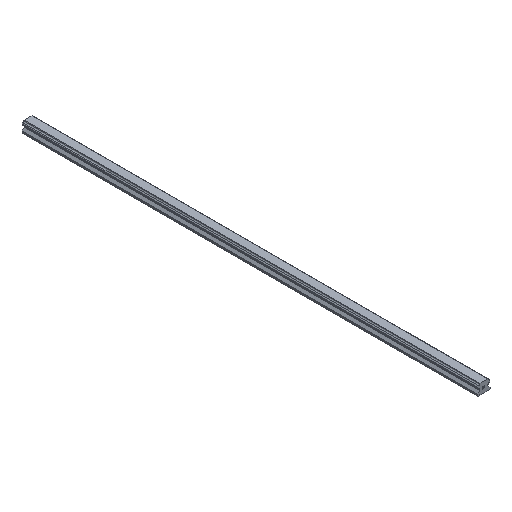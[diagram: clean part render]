
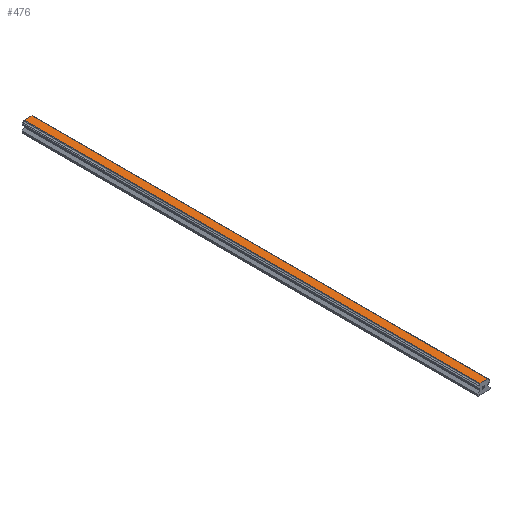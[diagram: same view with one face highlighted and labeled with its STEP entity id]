
A CAD part, isometric view. The second image highlights one B-rep face of the part: STEP entity #476.
In plain terms, the highlighted planar face has unit normal (0, 0, 1).
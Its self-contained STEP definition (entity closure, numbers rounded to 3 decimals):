
#476=ADVANCED_FACE('',(#981),#982,.T.);
#981=FACE_OUTER_BOUND('',#1492,.T.);
#982=PLANE('',#1493);
#1492=EDGE_LOOP('',(#2860,#2861,#2862,#2863));
#1493=AXIS2_PLACEMENT_3D('',#2864,#2865,#2866);
#2860=ORIENTED_EDGE('',*,*,#3406,.T.);
#2861=ORIENTED_EDGE('',*,*,#3520,.F.);
#2862=ORIENTED_EDGE('',*,*,#3287,.T.);
#2863=ORIENTED_EDGE('',*,*,#3518,.T.);
#2864=CARTESIAN_POINT('',(7.2,1665.0,38.));
#2865=DIRECTION('',(0.0,0.0,1.0));
#2866=DIRECTION('',(-1.0,0.0,0.0));
#3287=EDGE_CURVE('',#4023,#4021,#4024,.T.);
#3406=EDGE_CURVE('',#4216,#4214,#4217,.T.);
#3518=EDGE_CURVE('',#4021,#4216,#4343,.T.);
#3520=EDGE_CURVE('',#4023,#4214,#4345,.T.);
#4021=VERTEX_POINT('',#5037);
#4023=VERTEX_POINT('',#5040);
#4024=LINE('',#5041,#5042);
#4214=VERTEX_POINT('',#5321);
#4216=VERTEX_POINT('',#5324);
#4217=LINE('',#5325,#5326);
#4343=LINE('',#5481,#5482);
#4345=LINE('',#5484,#5485);
#5037=CARTESIAN_POINT('',(-14.4,1665.0,38.));
#5040=CARTESIAN_POINT('',(14.4,1665.0,38.));
#5041=CARTESIAN_POINT('',(14.4,1665.0,38.));
#5042=VECTOR('',#5824,1.0);
#5321=CARTESIAN_POINT('',(14.4,0.0,38.));
#5324=CARTESIAN_POINT('',(-14.4,0.0,38.));
#5325=CARTESIAN_POINT('',(0.0,0.0,38.));
#5326=VECTOR('',#5927,1.0);
#5481=CARTESIAN_POINT('',(-14.4,1665.0,38.));
#5482=VECTOR('',#6059,1.0);
#5484=CARTESIAN_POINT('',(14.4,1665.0,38.));
#5485=VECTOR('',#6060,1.0);
#5824=DIRECTION('',(-1.0,0.0,0.0));
#5927=DIRECTION('',(1.0,0.0,0.0));
#6059=DIRECTION('',(0.0,-1.0,0.0));
#6060=DIRECTION('',(0.0,-1.0,0.0));
